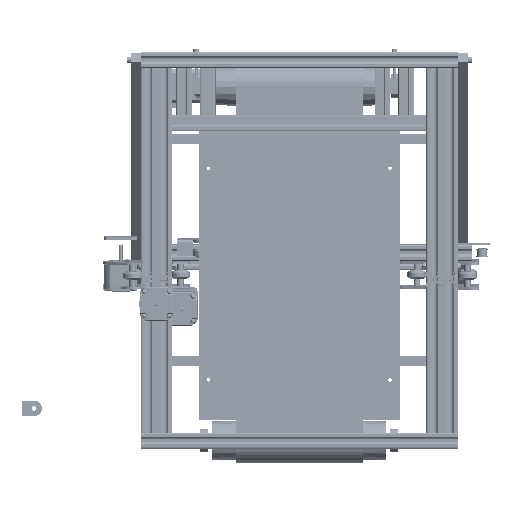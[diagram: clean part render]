
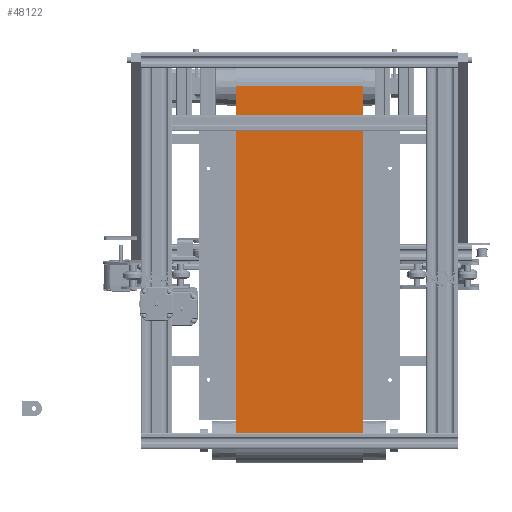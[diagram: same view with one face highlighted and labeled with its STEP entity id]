
A CAD part, front view. The second image highlights one B-rep face of the part: STEP entity #48122.
In plain terms, the highlighted face is planar.
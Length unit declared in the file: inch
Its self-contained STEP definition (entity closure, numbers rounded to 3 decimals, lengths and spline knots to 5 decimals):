
#8252=FACE_OUTER_BOUND('',#11721,.T.);
#11721=EDGE_LOOP('',(#43692,#43693,#43694,#43695));
#15700=LINE('',#101923,#19634);
#15705=LINE('',#101938,#19639);
#15706=LINE('',#101940,#19640);
#15707=LINE('',#101941,#19641);
#19634=VECTOR('',#67440,0.3937);
#19639=VECTOR('',#67455,0.3937);
#19640=VECTOR('',#67458,0.3937);
#19641=VECTOR('',#67459,0.3937);
#24097=VERTEX_POINT('',#101920);
#24098=VERTEX_POINT('',#101922);
#24102=VERTEX_POINT('',#101934);
#24103=VERTEX_POINT('',#101936);
#30647=EDGE_CURVE('',#24097,#24098,#15700,.T.);
#30655=EDGE_CURVE('',#24102,#24103,#15705,.T.);
#30656=EDGE_CURVE('',#24097,#24102,#15706,.T.);
#30657=EDGE_CURVE('',#24098,#24103,#15707,.T.);
#43692=ORIENTED_EDGE('',*,*,#30656,.T.);
#43693=ORIENTED_EDGE('',*,*,#30655,.T.);
#43694=ORIENTED_EDGE('',*,*,#30657,.F.);
#43695=ORIENTED_EDGE('',*,*,#30647,.F.);
#45418=PLANE('',#53532);
#48122=ADVANCED_FACE('',(#8252),#45418,.T.);
#53532=AXIS2_PLACEMENT_3D('',#101939,#67456,#67457);
#67440=DIRECTION('',(0.,0.,1.));
#67455=DIRECTION('',(0.,0.,1.));
#67456=DIRECTION('center_axis',(0.399,0.917,0.));
#67457=DIRECTION('ref_axis',(-0.917,0.399,0.));
#67458=DIRECTION('',(-0.917,0.399,0.));
#67459=DIRECTION('',(-0.917,0.399,0.));
#101920=CARTESIAN_POINT('',(16.57794,-5.98853,0.));
#101922=CARTESIAN_POINT('',(16.57794,-5.98853,6.29921));
#101923=CARTESIAN_POINT('',(16.57794,-5.98853,0.));
#101934=CARTESIAN_POINT('',(0.44897,1.03153,0.));
#101936=CARTESIAN_POINT('',(0.44897,1.03153,6.29921));
#101938=CARTESIAN_POINT('',(0.44897,1.03153,0.));
#101939=CARTESIAN_POINT('Origin',(16.57794,-5.98853,0.));
#101940=CARTESIAN_POINT('',(16.57794,-5.98853,0.));
#101941=CARTESIAN_POINT('',(16.57794,-5.98853,6.29921));
